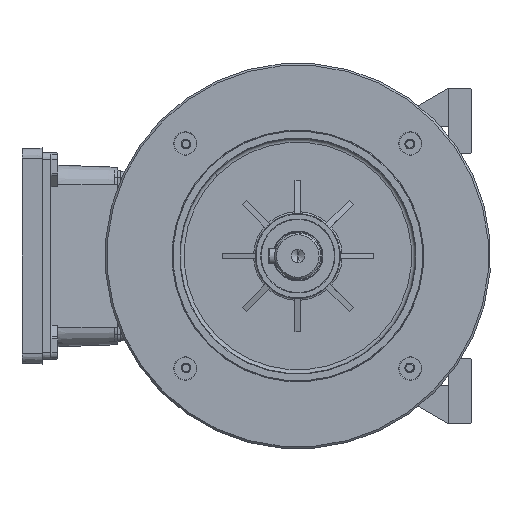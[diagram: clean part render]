
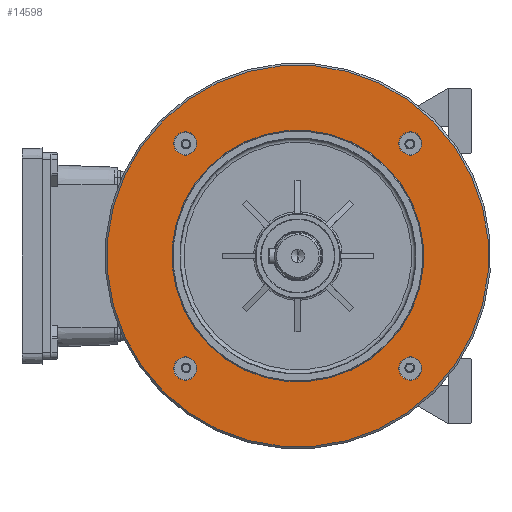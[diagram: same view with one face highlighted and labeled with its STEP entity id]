
A CAD part, left-side view. The second image highlights one B-rep face of the part: STEP entity #14598.
In plain terms, the highlighted face is planar.
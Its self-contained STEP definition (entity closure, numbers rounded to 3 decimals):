
#721 = DIRECTION ( 'NONE',  ( -1., 0., 0. ) ) ;
#2387 = VERTEX_POINT ( 'NONE', #65604 ) ;
#3036 = CARTESIAN_POINT ( 'NONE',  ( 3., 82.5, -6. ) ) ;
#4129 = AXIS2_PLACEMENT_3D ( 'NONE', #61428, #105603, #138434 ) ;
#6265 = FACE_BOUND ( 'NONE', #119216, .T. ) ;
#6979 = CARTESIAN_POINT ( 'NONE',  ( 3., 0., 0. ) ) ;
#14598 = ADVANCED_FACE ( 'NONE', ( #94636, #73294, #6265, #71147, #116746, #138152 ), #27673, .T. ) ;
#16328 = DIRECTION ( 'NONE',  ( 0., 0., -1. ) ) ;
#17009 = VERTEX_POINT ( 'NONE', #72045 ) ;
#17043 = DIRECTION ( 'NONE',  ( 0., 0., -1. ) ) ;
#17086 = CARTESIAN_POINT ( 'NONE',  ( 3., 0., 76.5 ) ) ;
#17464 = AXIS2_PLACEMENT_3D ( 'NONE', #6979, #36267, #138862 ) ;
#21341 = EDGE_LOOP ( 'NONE', ( #56714, #123655 ) ) ;
#21501 = CARTESIAN_POINT ( 'NONE',  ( 3., 0., 0. ) ) ;
#22261 = EDGE_CURVE ( 'NONE', #47151, #119739, #108567, .T. ) ;
#22973 = CARTESIAN_POINT ( 'NONE',  ( 3., -82.5, -6. ) ) ;
#24096 = EDGE_CURVE ( 'NONE', #71914, #118034, #53513, .T. ) ;
#24241 = CARTESIAN_POINT ( 'NONE',  ( 3., 0., -82.5 ) ) ;
#27673 = PLANE ( 'NONE',  #28532 ) ;
#28532 = AXIS2_PLACEMENT_3D ( 'NONE', #105304, #83286, #92480 ) ;
#30418 = EDGE_CURVE ( 'NONE', #17009, #82793, #42475, .T. ) ;
#32312 = AXIS2_PLACEMENT_3D ( 'NONE', #60397, #103860, #111732 ) ;
#36211 = DIRECTION ( 'NONE',  ( -1., 0., 0. ) ) ;
#36267 = DIRECTION ( 'NONE',  ( 1., 0., 0. ) ) ;
#37041 = ORIENTED_EDGE ( 'NONE', *, *, #56749, .T. ) ;
#37672 = AXIS2_PLACEMENT_3D ( 'NONE', #97113, #64394, #83686 ) ;
#39694 = ORIENTED_EDGE ( 'NONE', *, *, #101129, .T. ) ;
#42475 = CIRCLE ( 'NONE', #17464, 99. ) ;
#43659 = CIRCLE ( 'NONE', #32312, 65.25 ) ;
#43687 = VERTEX_POINT ( 'NONE', #77788 ) ;
#43919 = AXIS2_PLACEMENT_3D ( 'NONE', #21501, #721, #87727 ) ;
#45554 = EDGE_LOOP ( 'NONE', ( #122586, #120345 ) ) ;
#47151 = VERTEX_POINT ( 'NONE', #22973 ) ;
#49392 = ORIENTED_EDGE ( 'NONE', *, *, #108457, .T. ) ;
#53513 = CIRCLE ( 'NONE', #60320, 6. ) ;
#54935 = AXIS2_PLACEMENT_3D ( 'NONE', #24241, #123190, #16328 ) ;
#55351 = CIRCLE ( 'NONE', #107767, 6. ) ;
#55486 = CARTESIAN_POINT ( 'NONE',  ( 3., -82.5, 0. ) ) ;
#56714 = ORIENTED_EDGE ( 'NONE', *, *, #72257, .T. ) ;
#56749 = EDGE_CURVE ( 'NONE', #82793, #17009, #119567, .T. ) ;
#58159 = ORIENTED_EDGE ( 'NONE', *, *, #104312, .T. ) ;
#60320 = AXIS2_PLACEMENT_3D ( 'NONE', #111970, #79249, #17043 ) ;
#60397 = CARTESIAN_POINT ( 'NONE',  ( 3., 0., 0. ) ) ;
#61428 = CARTESIAN_POINT ( 'NONE',  ( 3., -82.5, 0. ) ) ;
#63086 = AXIS2_PLACEMENT_3D ( 'NONE', #55486, #36211, #87615 ) ;
#63829 = VERTEX_POINT ( 'NONE', #93728 ) ;
#64394 = DIRECTION ( 'NONE',  ( -1., 0., 0. ) ) ;
#65300 = EDGE_LOOP ( 'NONE', ( #124359, #66727 ) ) ;
#65604 = CARTESIAN_POINT ( 'NONE',  ( 3., 82.5, 6. ) ) ;
#65661 = CIRCLE ( 'NONE', #4129, 6. ) ;
#66727 = ORIENTED_EDGE ( 'NONE', *, *, #121896, .T. ) ;
#68640 = DIRECTION ( 'NONE',  ( 0., 0., -1. ) ) ;
#70312 = CARTESIAN_POINT ( 'NONE',  ( 3., 0., 82.5 ) ) ;
#71147 = FACE_BOUND ( 'NONE', #45554, .T. ) ;
#71914 = VERTEX_POINT ( 'NONE', #102444 ) ;
#72045 = CARTESIAN_POINT ( 'NONE',  ( 3., 0., 99. ) ) ;
#72257 = EDGE_CURVE ( 'NONE', #102557, #98451, #43659, .T. ) ;
#73294 = FACE_BOUND ( 'NONE', #77823, .T. ) ;
#76897 = CARTESIAN_POINT ( 'NONE',  ( 3., 0., -65.25 ) ) ;
#77788 = CARTESIAN_POINT ( 'NONE',  ( 3., 0., -88.5 ) ) ;
#77823 = EDGE_LOOP ( 'NONE', ( #49392, #131460 ) ) ;
#78997 = DIRECTION ( 'NONE',  ( 0., 0., -1. ) ) ;
#79249 = DIRECTION ( 'NONE',  ( -1., 0., 0. ) ) ;
#79341 = DIRECTION ( 'NONE',  ( 0., 0., -1. ) ) ;
#79370 = VERTEX_POINT ( 'NONE', #3036 ) ;
#82793 = VERTEX_POINT ( 'NONE', #86551 ) ;
#83286 = DIRECTION ( 'NONE',  ( 1., 0., 0. ) ) ;
#83686 = DIRECTION ( 'NONE',  ( 0., 0., -1. ) ) ;
#85669 = CIRCLE ( 'NONE', #87939, 6. ) ;
#86551 = CARTESIAN_POINT ( 'NONE',  ( 3., 0., -99. ) ) ;
#87615 = DIRECTION ( 'NONE',  ( 0., 0., -1. ) ) ;
#87727 = DIRECTION ( 'NONE',  ( 0., 0., -1. ) ) ;
#87932 = CIRCLE ( 'NONE', #133358, 6. ) ;
#87939 = AXIS2_PLACEMENT_3D ( 'NONE', #70312, #122342, #121646 ) ;
#89613 = CARTESIAN_POINT ( 'NONE',  ( 3., 82.5, 0. ) ) ;
#89951 = CARTESIAN_POINT ( 'NONE',  ( 3., 0., -82.5 ) ) ;
#90991 = DIRECTION ( 'NONE',  ( -1., 0., 0. ) ) ;
#92480 = DIRECTION ( 'NONE',  ( 0., 0., -1. ) ) ;
#93728 = CARTESIAN_POINT ( 'NONE',  ( 3., 0., -76.5 ) ) ;
#94636 = FACE_BOUND ( 'NONE', #65300, .T. ) ;
#97113 = CARTESIAN_POINT ( 'NONE',  ( 3., 82.5, 0. ) ) ;
#98451 = VERTEX_POINT ( 'NONE', #76897 ) ;
#99114 = CIRCLE ( 'NONE', #37672, 6. ) ;
#99431 = CARTESIAN_POINT ( 'NONE',  ( 3., -82.5, 6. ) ) ;
#100626 = DIRECTION ( 'NONE',  ( -1., 0., 0. ) ) ;
#101129 = EDGE_CURVE ( 'NONE', #79370, #2387, #99114, .T. ) ;
#102444 = CARTESIAN_POINT ( 'NONE',  ( 3., 0., 88.5 ) ) ;
#102557 = VERTEX_POINT ( 'NONE', #114395 ) ;
#103860 = DIRECTION ( 'NONE',  ( -1., 0., 0. ) ) ;
#104312 = EDGE_CURVE ( 'NONE', #2387, #79370, #87932, .T. ) ;
#105304 = CARTESIAN_POINT ( 'NONE',  ( 3., 100., 0. ) ) ;
#105603 = DIRECTION ( 'NONE',  ( -1., 0., 0. ) ) ;
#107767 = AXIS2_PLACEMENT_3D ( 'NONE', #89951, #100626, #79341 ) ;
#108457 = EDGE_CURVE ( 'NONE', #43687, #63829, #116448, .T. ) ;
#108567 = CIRCLE ( 'NONE', #63086, 6. ) ;
#110505 = AXIS2_PLACEMENT_3D ( 'NONE', #122793, #110740, #68640 ) ;
#110740 = DIRECTION ( 'NONE',  ( 1., 0., 0. ) ) ;
#111732 = DIRECTION ( 'NONE',  ( 0., 0., -1. ) ) ;
#111970 = CARTESIAN_POINT ( 'NONE',  ( 3., 0., 82.5 ) ) ;
#114395 = CARTESIAN_POINT ( 'NONE',  ( 3., 0., 65.25 ) ) ;
#115897 = EDGE_CURVE ( 'NONE', #98451, #102557, #125825, .T. ) ;
#116448 = CIRCLE ( 'NONE', #54935, 6. ) ;
#116746 = FACE_BOUND ( 'NONE', #21341, .T. ) ;
#117218 = EDGE_CURVE ( 'NONE', #118034, #71914, #85669, .T. ) ;
#118034 = VERTEX_POINT ( 'NONE', #17086 ) ;
#119216 = EDGE_LOOP ( 'NONE', ( #39694, #58159 ) ) ;
#119567 = CIRCLE ( 'NONE', #110505, 99. ) ;
#119739 = VERTEX_POINT ( 'NONE', #99431 ) ;
#120345 = ORIENTED_EDGE ( 'NONE', *, *, #24096, .T. ) ;
#121646 = DIRECTION ( 'NONE',  ( 0., 0., -1. ) ) ;
#121896 = EDGE_CURVE ( 'NONE', #119739, #47151, #65661, .T. ) ;
#122342 = DIRECTION ( 'NONE',  ( -1., 0., 0. ) ) ;
#122586 = ORIENTED_EDGE ( 'NONE', *, *, #117218, .T. ) ;
#122793 = CARTESIAN_POINT ( 'NONE',  ( 3., 0., 0. ) ) ;
#123190 = DIRECTION ( 'NONE',  ( -1., 0., 0. ) ) ;
#123398 = ORIENTED_EDGE ( 'NONE', *, *, #30418, .T. ) ;
#123655 = ORIENTED_EDGE ( 'NONE', *, *, #115897, .T. ) ;
#124359 = ORIENTED_EDGE ( 'NONE', *, *, #22261, .T. ) ;
#125825 = CIRCLE ( 'NONE', #43919, 65.25 ) ;
#131460 = ORIENTED_EDGE ( 'NONE', *, *, #134277, .T. ) ;
#133358 = AXIS2_PLACEMENT_3D ( 'NONE', #89613, #90991, #78997 ) ;
#134005 = EDGE_LOOP ( 'NONE', ( #123398, #37041 ) ) ;
#134277 = EDGE_CURVE ( 'NONE', #63829, #43687, #55351, .T. ) ;
#138152 = FACE_OUTER_BOUND ( 'NONE', #134005, .T. ) ;
#138434 = DIRECTION ( 'NONE',  ( 0., 0., -1. ) ) ;
#138862 = DIRECTION ( 'NONE',  ( 0., 0., -1. ) ) ;
